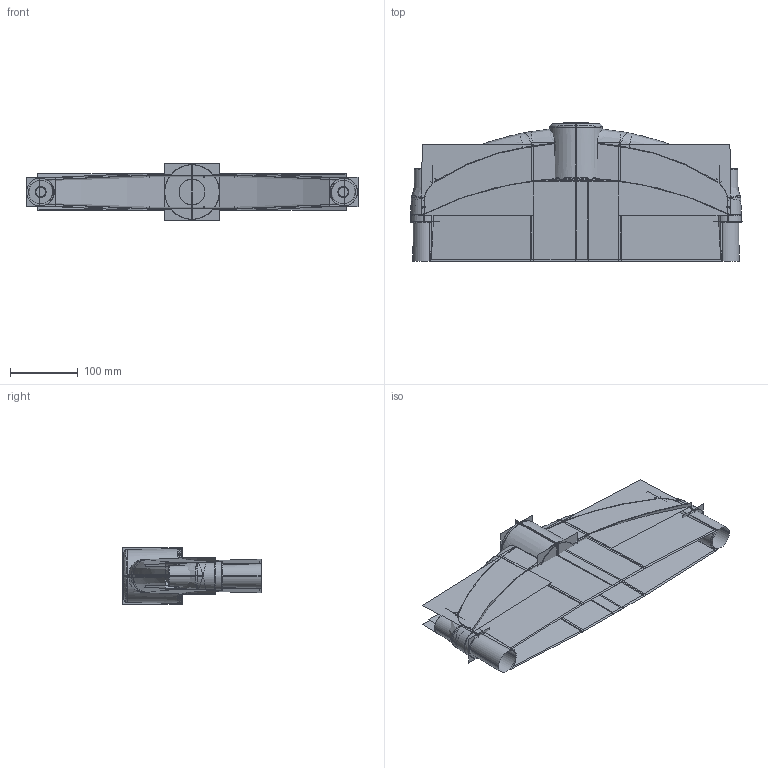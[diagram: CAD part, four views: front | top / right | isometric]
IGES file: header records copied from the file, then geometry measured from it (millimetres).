
Start section:  PTC IGES file: p618-d38,1_asm.igs
Global section: file name: p618-d38,1_asm.igs; native system: Pro/ENGINEER by Parametric Technology Corporation; preprocessor: 2004080; author: Emanuele Bellini; organization: Unknown; date: 050628.121913; units: millimetre
Bounding box: 491.48 x 205.93 x 84.03 mm (x, y, z)
Surface area: 1171904.2 mm2 (no closed solid volume)
Topology: 0 solids, 0 shells, 228 faces, 3228 edges, 4217 vertices
Faces by surface type: bspline 152, revolution 76
